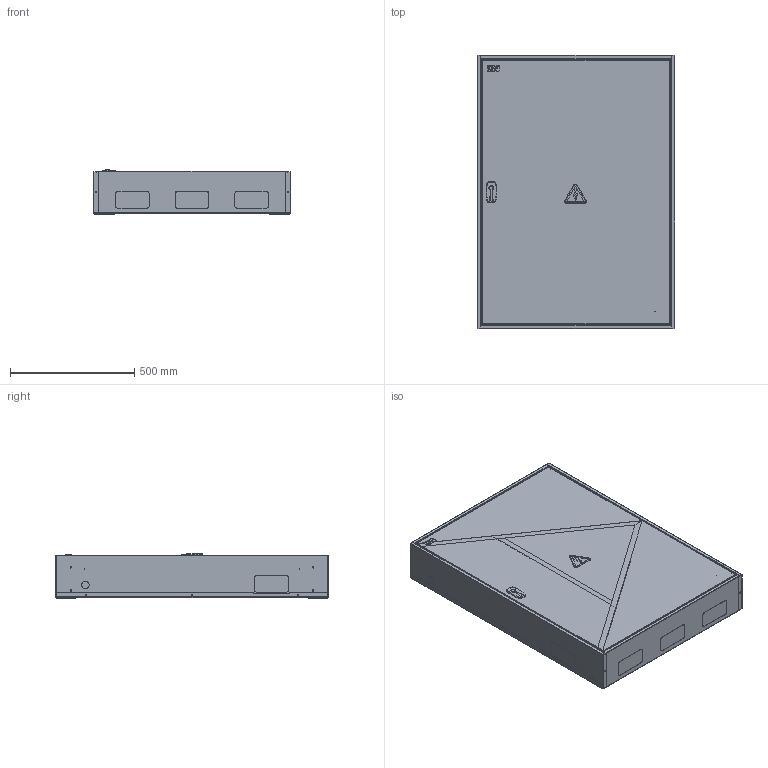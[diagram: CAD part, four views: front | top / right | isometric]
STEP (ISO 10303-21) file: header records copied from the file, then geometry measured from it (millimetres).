
FILE_DESCRIPTION (( 'STEP AP214' ), '1' );
FILE_NAME ('ÐÈÇÓÐ.344247.Ì379 Øêàô ModBox 1100x800x170 EKF PROxima (Mod-5-3).STEP', '2019-01-18T12:38:22', ( '' ), ( '' ), 'SwSTEP 2.0', 'SolidWorks 2017', '' );
FILE_SCHEMA (( 'AUTOMOTIVE_DESIGN' ));
Length unit declared in the file: millimetre
Products named in the file (1): ÐÈÇÓÐ.344247.Ì379 Øêàô ModBox 1100x800x170 EKF PROxima (Mod-5-3)
Bounding box: 793 x 1100 x 179 mm (x, y, z)
Volume: 4613277.9 mm3; surface area: 8013794.8 mm2
Topology: 38 solids, 38 shells, 3063 faces, 7877 edges, 4905 vertices
Faces by surface type: plane 1864, cylinder 1114, cone 40, bspline 30, torus 15
Entity records: 128953 total; most frequent: CARTESIAN_POINT 17714, DIRECTION 15991, ORIENTED_EDGE 15738, EDGE_CURVE 7869, VECTOR 5567, LINE 5567, AXIS2_PLACEMENT_3D 5212, VERTEX_POINT 4905
